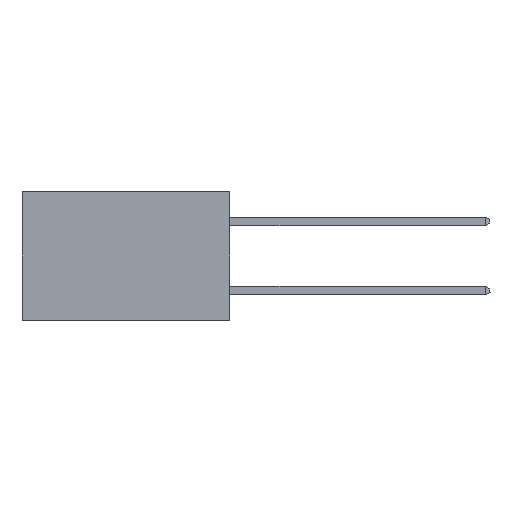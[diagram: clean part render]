
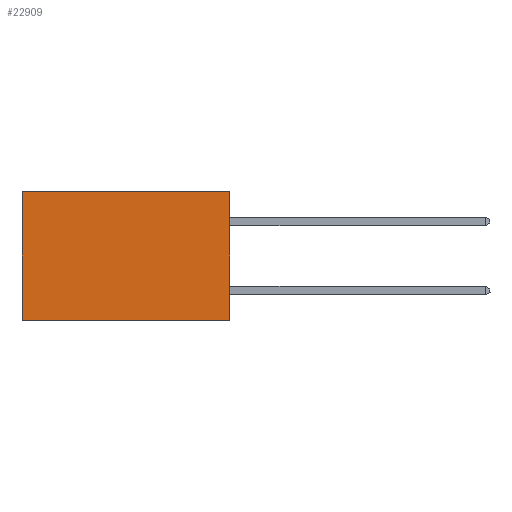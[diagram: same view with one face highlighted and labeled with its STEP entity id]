
A CAD part, left-side view. The second image highlights one B-rep face of the part: STEP entity #22909.
In plain terms, the highlighted planar face has unit normal (-1, 0, 0).
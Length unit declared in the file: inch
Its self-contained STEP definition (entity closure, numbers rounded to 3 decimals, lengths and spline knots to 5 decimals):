
#143 = VECTOR ( 'NONE', #21049, 39.37008 ) ;
#2255 = ORIENTED_EDGE ( 'NONE', *, *, #20233, .F. ) ;
#3703 = CARTESIAN_POINT ( 'NONE',  ( 0.298, 0., 0. ) ) ;
#4549 = CARTESIAN_POINT ( 'NONE',  ( 0.298, 0.6, -0.37 ) ) ;
#5273 = LINE ( 'NONE', #7952, #143 ) ;
#6867 = LINE ( 'NONE', #14281, #16334 ) ;
#7952 = CARTESIAN_POINT ( 'NONE',  ( 0.298, 0., 0. ) ) ;
#8196 = DIRECTION ( 'NONE',  ( 0., 0., -1. ) ) ;
#8399 = VERTEX_POINT ( 'NONE', #4549 ) ;
#8932 = ORIENTED_EDGE ( 'NONE', *, *, #11544, .T. ) ;
#8958 = CARTESIAN_POINT ( 'NONE',  ( 0.298, 0., -0.37 ) ) ;
#9061 = PLANE ( 'NONE',  #13312 ) ;
#9154 = DIRECTION ( 'NONE',  ( 1., 0., 0. ) ) ;
#10278 = VECTOR ( 'NONE', #8196, 39.37008 ) ;
#10864 = CARTESIAN_POINT ( 'NONE',  ( 0.298, 0.6, 0. ) ) ;
#11544 = EDGE_CURVE ( 'NONE', #15530, #8399, #15888, .T. ) ;
#12660 = VECTOR ( 'NONE', #17171, 39.37008 ) ;
#13312 = AXIS2_PLACEMENT_3D ( 'NONE', #20355, #9154, #22208 ) ;
#13404 = FACE_OUTER_BOUND ( 'NONE', #14675, .T. ) ;
#14281 = CARTESIAN_POINT ( 'NONE',  ( 0.298, 0., 0. ) ) ;
#14370 = VERTEX_POINT ( 'NONE', #3703 ) ;
#14675 = EDGE_LOOP ( 'NONE', ( #8932, #2255, #23858, #17890 ) ) ;
#15530 = VERTEX_POINT ( 'NONE', #10864 ) ;
#15888 = LINE ( 'NONE', #19477, #10278 ) ;
#16203 = DIRECTION ( 'NONE',  ( 0., 1., 0. ) ) ;
#16334 = VECTOR ( 'NONE', #16203, 39.37008 ) ;
#17083 = CARTESIAN_POINT ( 'NONE',  ( 0.298, 0., -0.37 ) ) ;
#17171 = DIRECTION ( 'NONE',  ( 0., 1., 0. ) ) ;
#17890 = ORIENTED_EDGE ( 'NONE', *, *, #18238, .T. ) ;
#18238 = EDGE_CURVE ( 'NONE', #14370, #15530, #6867, .T. ) ;
#19437 = EDGE_CURVE ( 'NONE', #14370, #19984, #5273, .T. ) ;
#19477 = CARTESIAN_POINT ( 'NONE',  ( 0.298, 0.6, 0. ) ) ;
#19984 = VERTEX_POINT ( 'NONE', #8958 ) ;
#20233 = EDGE_CURVE ( 'NONE', #19984, #8399, #22529, .T. ) ;
#20355 = CARTESIAN_POINT ( 'NONE',  ( 0.298, 0., 0. ) ) ;
#21049 = DIRECTION ( 'NONE',  ( 0., 0., -1. ) ) ;
#22208 = DIRECTION ( 'NONE',  ( 0., 0., -1. ) ) ;
#22529 = LINE ( 'NONE', #17083, #12660 ) ;
#22909 = ADVANCED_FACE ( 'NONE', ( #13404 ), #9061, .F. ) ;
#23858 = ORIENTED_EDGE ( 'NONE', *, *, #19437, .F. ) ;
